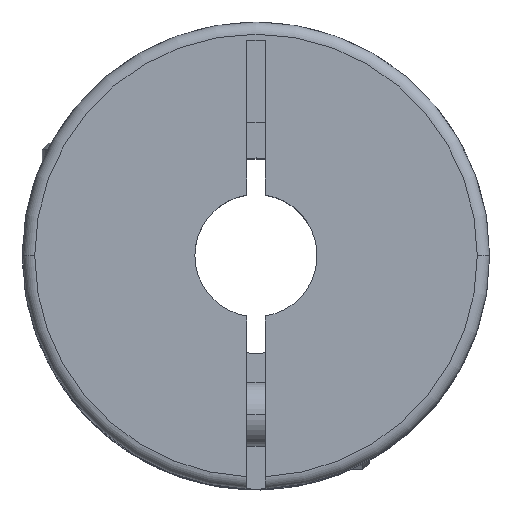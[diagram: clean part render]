
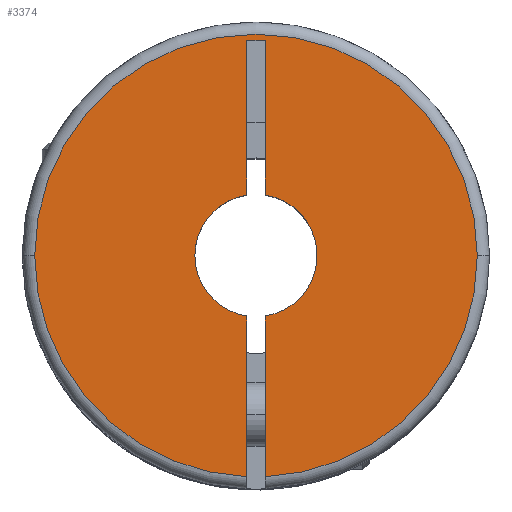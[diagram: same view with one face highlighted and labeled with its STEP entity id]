
A CAD part, top view. The second image highlights one B-rep face of the part: STEP entity #3374.
In plain terms, the highlighted planar face has unit normal (0, 0, 1).
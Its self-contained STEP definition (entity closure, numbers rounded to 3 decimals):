
#17 = CARTESIAN_POINT ( 'NONE',  ( 0.375, 8.8, 0. ) ) ;
#29 = DIRECTION ( 'NONE',  ( 0., -1., 0. ) ) ;
#39 = EDGE_CURVE ( 'NONE', #1475, #238, #1264, .T. ) ;
#82 = EDGE_CURVE ( 'NONE', #1395, #3422, #562, .T. ) ;
#131 = VECTOR ( 'NONE', #29, 1000. ) ;
#186 = VECTOR ( 'NONE', #2865, 1000. ) ;
#201 = CARTESIAN_POINT ( 'NONE',  ( 0., 0., 0. ) ) ;
#238 = VERTEX_POINT ( 'NONE', #3917 ) ;
#402 = AXIS2_PLACEMENT_3D ( 'NONE', #201, #3906, #3950 ) ;
#562 = CIRCLE ( 'NONE', #1483, 2.5 ) ;
#575 = EDGE_CURVE ( 'NONE', #238, #3422, #3276, .T. ) ;
#576 = DIRECTION ( 'NONE',  ( 0., 0., -1. ) ) ;
#614 = DIRECTION ( 'NONE',  ( 0., 0., -1. ) ) ;
#641 = DIRECTION ( 'NONE',  ( -1., 0., 0. ) ) ;
#706 = ORIENTED_EDGE ( 'NONE', *, *, #39, .F. ) ;
#889 = DIRECTION ( 'NONE',  ( 0., 1., 0. ) ) ;
#923 = ORIENTED_EDGE ( 'NONE', *, *, #2139, .F. ) ;
#939 = ORIENTED_EDGE ( 'NONE', *, *, #82, .T. ) ;
#996 = ORIENTED_EDGE ( 'NONE', *, *, #1531, .F. ) ;
#1030 = PLANE ( 'NONE',  #4271 ) ;
#1079 = DIRECTION ( 'NONE',  ( 0., 0., -1. ) ) ;
#1085 = CARTESIAN_POINT ( 'NONE',  ( -0.375, 2.472, 0. ) ) ;
#1114 = AXIS2_PLACEMENT_3D ( 'NONE', #2618, #576, #641 ) ;
#1164 = DIRECTION ( 'NONE',  ( 0., 0., -1. ) ) ;
#1172 = CARTESIAN_POINT ( 'NONE',  ( 9.05, 0., 0. ) ) ;
#1186 = ORIENTED_EDGE ( 'NONE', *, *, #2297, .T. ) ;
#1264 = CIRCLE ( 'NONE', #1827, 9.05 ) ;
#1299 = CARTESIAN_POINT ( 'NONE',  ( 0., 0., 0. ) ) ;
#1340 = CARTESIAN_POINT ( 'NONE',  ( 0., 0., 0. ) ) ;
#1384 = DIRECTION ( 'NONE',  ( 0., 0., -1. ) ) ;
#1394 = VERTEX_POINT ( 'NONE', #3574 ) ;
#1395 = VERTEX_POINT ( 'NONE', #2864 ) ;
#1448 = ORIENTED_EDGE ( 'NONE', *, *, #2916, .F. ) ;
#1459 = CIRCLE ( 'NONE', #402, 2.5 ) ;
#1475 = VERTEX_POINT ( 'NONE', #1172 ) ;
#1483 = AXIS2_PLACEMENT_3D ( 'NONE', #1299, #614, #4356 ) ;
#1509 = CIRCLE ( 'NONE', #3689, 9.05 ) ;
#1531 = EDGE_CURVE ( 'NONE', #3435, #3815, #3329, .T. ) ;
#1533 = LINE ( 'NONE', #2177, #1883 ) ;
#1712 = DIRECTION ( 'NONE',  ( 0., -1., 0. ) ) ;
#1827 = AXIS2_PLACEMENT_3D ( 'NONE', #4181, #1164, #2853 ) ;
#1842 = ORIENTED_EDGE ( 'NONE', *, *, #3208, .F. ) ;
#1883 = VECTOR ( 'NONE', #3187, 1000. ) ;
#1898 = CARTESIAN_POINT ( 'NONE',  ( 0.375, -9.55, 0. ) ) ;
#2139 = EDGE_CURVE ( 'NONE', #4319, #1475, #1509, .T. ) ;
#2177 = CARTESIAN_POINT ( 'NONE',  ( -0.375, 8.8, 0. ) ) ;
#2297 = EDGE_CURVE ( 'NONE', #2660, #3815, #3538, .T. ) ;
#2331 = EDGE_LOOP ( 'NONE', ( #1842, #1448, #3096, #1186, #996, #2620, #3107, #939, #2393, #706, #923 ) ) ;
#2363 = CARTESIAN_POINT ( 'NONE',  ( 0., 0., 0. ) ) ;
#2393 = ORIENTED_EDGE ( 'NONE', *, *, #575, .F. ) ;
#2400 = CARTESIAN_POINT ( 'NONE',  ( -2.5, 0., 0. ) ) ;
#2408 = AXIS2_PLACEMENT_3D ( 'NONE', #1340, #1384, #4026 ) ;
#2454 = VERTEX_POINT ( 'NONE', #3420 ) ;
#2594 = EDGE_CURVE ( 'NONE', #1395, #2799, #3279, .T. ) ;
#2618 = CARTESIAN_POINT ( 'NONE',  ( 0., 0., 0. ) ) ;
#2620 = ORIENTED_EDGE ( 'NONE', *, *, #3349, .F. ) ;
#2660 = VERTEX_POINT ( 'NONE', #2400 ) ;
#2716 = CIRCLE ( 'NONE', #1114, 9.05 ) ;
#2738 = FACE_OUTER_BOUND ( 'NONE', #2331, .T. ) ;
#2754 = EDGE_CURVE ( 'NONE', #2454, #2660, #1459, .T. ) ;
#2799 = VERTEX_POINT ( 'NONE', #3214 ) ;
#2845 = CARTESIAN_POINT ( 'NONE',  ( 0.375, -2.472, 0. ) ) ;
#2847 = CARTESIAN_POINT ( 'NONE',  ( -9.05, 0., 0. ) ) ;
#2853 = DIRECTION ( 'NONE',  ( -1., 0., 0. ) ) ;
#2864 = CARTESIAN_POINT ( 'NONE',  ( 0.375, 2.472, 0. ) ) ;
#2865 = DIRECTION ( 'NONE',  ( 0., 1., 0. ) ) ;
#2916 = EDGE_CURVE ( 'NONE', #2454, #1394, #1533, .T. ) ;
#2949 = CARTESIAN_POINT ( 'NONE',  ( -0.375, 8.8, 0. ) ) ;
#3096 = ORIENTED_EDGE ( 'NONE', *, *, #2754, .T. ) ;
#3107 = ORIENTED_EDGE ( 'NONE', *, *, #2594, .F. ) ;
#3177 = CARTESIAN_POINT ( 'NONE',  ( -0.375, 8.8, 0. ) ) ;
#3187 = DIRECTION ( 'NONE',  ( 0., -1., 0. ) ) ;
#3193 = CARTESIAN_POINT ( 'NONE',  ( 0.375, -9.55, 0. ) ) ;
#3208 = EDGE_CURVE ( 'NONE', #1394, #4319, #2716, .T. ) ;
#3214 = CARTESIAN_POINT ( 'NONE',  ( 0.375, 8.8, 0. ) ) ;
#3276 = LINE ( 'NONE', #1898, #3876 ) ;
#3279 = LINE ( 'NONE', #3193, #186 ) ;
#3329 = LINE ( 'NONE', #2949, #131 ) ;
#3349 = EDGE_CURVE ( 'NONE', #2799, #3435, #3782, .T. ) ;
#3374 = ADVANCED_FACE ( 'NONE', ( #2738 ), #1030, .F. ) ;
#3405 = DIRECTION ( 'NONE',  ( -1., 0., 0. ) ) ;
#3420 = CARTESIAN_POINT ( 'NONE',  ( -0.375, -2.472, 0. ) ) ;
#3422 = VERTEX_POINT ( 'NONE', #2845 ) ;
#3433 = DIRECTION ( 'NONE',  ( -1., 0., 0. ) ) ;
#3435 = VERTEX_POINT ( 'NONE', #3177 ) ;
#3538 = CIRCLE ( 'NONE', #2408, 2.5 ) ;
#3574 = CARTESIAN_POINT ( 'NONE',  ( -0.375, -9.042, 0. ) ) ;
#3689 = AXIS2_PLACEMENT_3D ( 'NONE', #4092, #1079, #3433 ) ;
#3782 = LINE ( 'NONE', #17, #4069 ) ;
#3815 = VERTEX_POINT ( 'NONE', #1085 ) ;
#3876 = VECTOR ( 'NONE', #889, 1000. ) ;
#3906 = DIRECTION ( 'NONE',  ( 0., 0., -1. ) ) ;
#3917 = CARTESIAN_POINT ( 'NONE',  ( 0.375, -9.042, 0. ) ) ;
#3950 = DIRECTION ( 'NONE',  ( -1., 0., 0. ) ) ;
#4026 = DIRECTION ( 'NONE',  ( -1., 0., 0. ) ) ;
#4069 = VECTOR ( 'NONE', #3405, 1000. ) ;
#4087 = DIRECTION ( 'NONE',  ( 0., 0., -1. ) ) ;
#4092 = CARTESIAN_POINT ( 'NONE',  ( 0., 0., 0. ) ) ;
#4181 = CARTESIAN_POINT ( 'NONE',  ( 0., 0., 0. ) ) ;
#4271 = AXIS2_PLACEMENT_3D ( 'NONE', #2363, #4087, #1712 ) ;
#4319 = VERTEX_POINT ( 'NONE', #2847 ) ;
#4356 = DIRECTION ( 'NONE',  ( -1., 0., 0. ) ) ;
